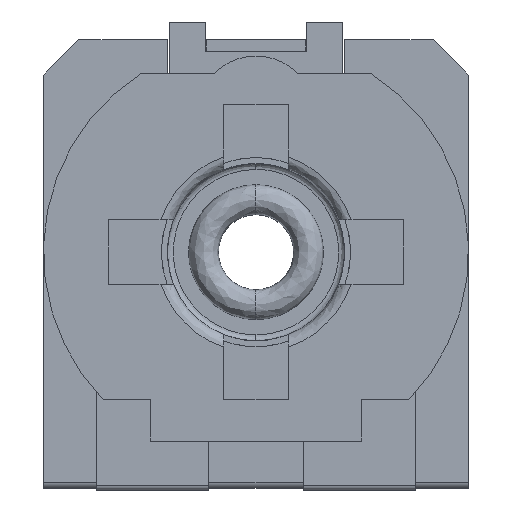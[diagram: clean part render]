
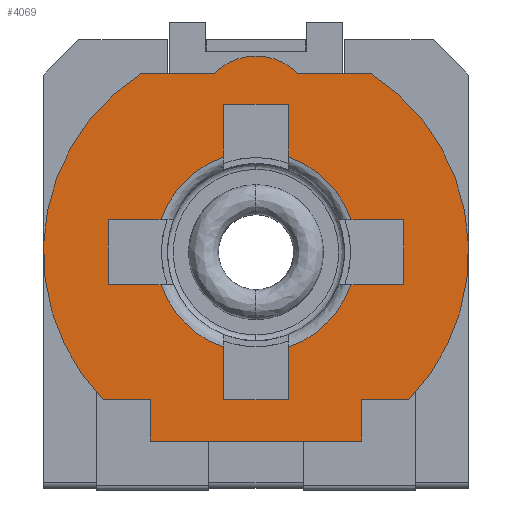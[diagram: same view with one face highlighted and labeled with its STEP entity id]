
A CAD part, top view. The second image highlights one B-rep face of the part: STEP entity #4069.
In plain terms, the highlighted planar face has unit normal (0, 0, 1).
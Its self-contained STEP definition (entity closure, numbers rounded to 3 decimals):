
#573 = EDGE_CURVE('',#574,#576,#578,.T.);
#574 = VERTEX_POINT('',#575);
#575 = CARTESIAN_POINT('',(0.,1.691,1.153));
#576 = VERTEX_POINT('',#577);
#577 = CARTESIAN_POINT('',(-0.352,1.546,1.153));
#578 = CIRCLE('',#579,0.5);
#579 = AXIS2_PLACEMENT_3D('',#580,#581,#582);
#580 = CARTESIAN_POINT('',(0.,1.191,1.153));
#581 = DIRECTION('',(0.,0.,1.));
#582 = DIRECTION('',(0.,1.,0.));
#2847 = VERTEX_POINT('',#2848);
#2848 = CARTESIAN_POINT('',(0.275,-1.219,1.153));
#2856 = EDGE_CURVE('',#2857,#2847,#2859,.T.);
#2857 = VERTEX_POINT('',#2858);
#2858 = CARTESIAN_POINT('',(0.275,-0.773,1.153));
#2859 = LINE('',#2860,#2861);
#2860 = CARTESIAN_POINT('',(0.275,-0.943,1.153));
#2861 = VECTOR('',#2862,1.);
#2862 = DIRECTION('',(0.,-1.,0.));
#3006 = VERTEX_POINT('',#3007);
#3007 = CARTESIAN_POINT('',(0.804,-0.244,1.153));
#3026 = EDGE_CURVE('',#3027,#3006,#3029,.T.);
#3027 = VERTEX_POINT('',#3028);
#3028 = CARTESIAN_POINT('',(1.25,-0.244,1.153));
#3029 = LINE('',#3030,#3031);
#3030 = CARTESIAN_POINT('',(0.974,-0.244,1.153));
#3031 = VECTOR('',#3032,1.);
#3032 = DIRECTION('',(-1.,0.,0.));
#3082 = VERTEX_POINT('',#3083);
#3083 = CARTESIAN_POINT('',(1.25,0.306,1.153));
#3091 = EDGE_CURVE('',#3092,#3082,#3094,.T.);
#3092 = VERTEX_POINT('',#3093);
#3093 = CARTESIAN_POINT('',(0.804,0.306,1.153));
#3094 = LINE('',#3095,#3096);
#3095 = CARTESIAN_POINT('',(0.974,0.306,1.153));
#3096 = VECTOR('',#3097,1.);
#3097 = DIRECTION('',(1.,0.,0.));
#3234 = VERTEX_POINT('',#3235);
#3235 = CARTESIAN_POINT('',(0.275,0.836,1.153));
#3254 = EDGE_CURVE('',#3255,#3234,#3257,.T.);
#3255 = VERTEX_POINT('',#3256);
#3256 = CARTESIAN_POINT('',(0.275,1.281,1.153));
#3257 = LINE('',#3258,#3259);
#3258 = CARTESIAN_POINT('',(0.275,1.005,1.153));
#3259 = VECTOR('',#3260,1.);
#3260 = DIRECTION('',(0.,-1.,0.));
#3310 = VERTEX_POINT('',#3311);
#3311 = CARTESIAN_POINT('',(-0.275,1.281,1.153));
#3319 = EDGE_CURVE('',#3320,#3310,#3322,.T.);
#3320 = VERTEX_POINT('',#3321);
#3321 = CARTESIAN_POINT('',(-0.275,0.836,1.153));
#3322 = LINE('',#3323,#3324);
#3323 = CARTESIAN_POINT('',(-0.275,1.005,1.153));
#3324 = VECTOR('',#3325,1.);
#3325 = DIRECTION('',(0.,1.,0.));
#3446 = VERTEX_POINT('',#3447);
#3447 = CARTESIAN_POINT('',(-0.804,0.306,1.153));
#3466 = EDGE_CURVE('',#3467,#3446,#3469,.T.);
#3467 = VERTEX_POINT('',#3468);
#3468 = CARTESIAN_POINT('',(-1.25,0.306,1.153));
#3469 = LINE('',#3470,#3471);
#3470 = CARTESIAN_POINT('',(-0.974,0.306,1.153));
#3471 = VECTOR('',#3472,1.);
#3472 = DIRECTION('',(1.,0.,0.));
#3514 = VERTEX_POINT('',#3515);
#3515 = CARTESIAN_POINT('',(-1.25,-0.244,1.153));
#3523 = EDGE_CURVE('',#3524,#3514,#3526,.T.);
#3524 = VERTEX_POINT('',#3525);
#3525 = CARTESIAN_POINT('',(-0.804,-0.244,1.153));
#3526 = LINE('',#3527,#3528);
#3527 = CARTESIAN_POINT('',(-0.974,-0.244,1.153));
#3528 = VECTOR('',#3529,1.);
#3529 = DIRECTION('',(-1.,0.,0.));
#3650 = VERTEX_POINT('',#3651);
#3651 = CARTESIAN_POINT('',(-0.275,-0.773,1.153));
#3670 = EDGE_CURVE('',#3671,#3650,#3673,.T.);
#3671 = VERTEX_POINT('',#3672);
#3672 = CARTESIAN_POINT('',(-0.275,-1.219,1.153));
#3673 = LINE('',#3674,#3675);
#3674 = CARTESIAN_POINT('',(-0.275,-0.943,1.153));
#3675 = VECTOR('',#3676,1.);
#3676 = DIRECTION('',(0.,1.,0.));
#4057 = EDGE_CURVE('',#2847,#3671,#4058,.T.);
#4058 = LINE('',#4059,#4060);
#4059 = CARTESIAN_POINT('',(0.,-1.219,1.153));
#4060 = VECTOR('',#4061,1.);
#4061 = DIRECTION('',(-1.,0.,0.));
#4069 = ADVANCED_FACE('',(#4070,#4135),#4219,.T.);
#4070 = FACE_BOUND('',#4071,.T.);
#4071 = EDGE_LOOP('',(#4072,#4073,#4082,#4083,#4089,#4090,#4099,#4100,
    #4106,#4107,#4116,#4117,#4123,#4124,#4133,#4134));
#4072 = ORIENTED_EDGE('',*,*,#3670,.T.);
#4073 = ORIENTED_EDGE('',*,*,#4074,.T.);
#4074 = EDGE_CURVE('',#3650,#3524,#4075,.T.);
#4075 = B_SPLINE_CURVE_WITH_KNOTS('',3,(#4076,#4077,#4078,#4079,#4080,
    #4081),.UNSPECIFIED.,.F.,.F.,(4,2,4),(0.,0.5,1.),
  .UNSPECIFIED.);
#4076 = CARTESIAN_POINT('',(-0.275,-0.773,1.153));
#4077 = CARTESIAN_POINT('',(-0.399,-0.731,1.153));
#4078 = CARTESIAN_POINT('',(-0.508,-0.662,1.153));
#4079 = CARTESIAN_POINT('',(-0.694,-0.477,1.153));
#4080 = CARTESIAN_POINT('',(-0.761,-0.369,1.153));
#4081 = CARTESIAN_POINT('',(-0.804,-0.244,1.153));
#4082 = ORIENTED_EDGE('',*,*,#3523,.T.);
#4083 = ORIENTED_EDGE('',*,*,#4084,.T.);
#4084 = EDGE_CURVE('',#3514,#3467,#4085,.T.);
#4085 = LINE('',#4086,#4087);
#4086 = CARTESIAN_POINT('',(-1.25,-1.634,1.153));
#4087 = VECTOR('',#4088,1.);
#4088 = DIRECTION('',(0.,1.,0.));
#4089 = ORIENTED_EDGE('',*,*,#3466,.T.);
#4090 = ORIENTED_EDGE('',*,*,#4091,.T.);
#4091 = EDGE_CURVE('',#3446,#3320,#4092,.T.);
#4092 = B_SPLINE_CURVE_WITH_KNOTS('',3,(#4093,#4094,#4095,#4096,#4097,
    #4098),.UNSPECIFIED.,.F.,.F.,(4,2,4),(0.,0.5,1.),
  .UNSPECIFIED.);
#4093 = CARTESIAN_POINT('',(-0.804,0.306,1.153));
#4094 = CARTESIAN_POINT('',(-0.762,0.43,1.153));
#4095 = CARTESIAN_POINT('',(-0.693,0.54,1.153));
#4096 = CARTESIAN_POINT('',(-0.509,0.725,1.153));
#4097 = CARTESIAN_POINT('',(-0.4,0.793,1.153));
#4098 = CARTESIAN_POINT('',(-0.275,0.836,1.153));
#4099 = ORIENTED_EDGE('',*,*,#3319,.T.);
#4100 = ORIENTED_EDGE('',*,*,#4101,.T.);
#4101 = EDGE_CURVE('',#3310,#3255,#4102,.T.);
#4102 = LINE('',#4103,#4104);
#4103 = CARTESIAN_POINT('',(0.,1.281,1.153));
#4104 = VECTOR('',#4105,1.);
#4105 = DIRECTION('',(1.,0.,0.));
#4106 = ORIENTED_EDGE('',*,*,#3254,.T.);
#4107 = ORIENTED_EDGE('',*,*,#4108,.T.);
#4108 = EDGE_CURVE('',#3234,#3092,#4109,.T.);
#4109 = B_SPLINE_CURVE_WITH_KNOTS('',3,(#4110,#4111,#4112,#4113,#4114,
    #4115),.UNSPECIFIED.,.F.,.F.,(4,2,4),(0.,0.5,1.),
  .UNSPECIFIED.);
#4110 = CARTESIAN_POINT('',(0.275,0.836,1.153));
#4111 = CARTESIAN_POINT('',(0.399,0.793,1.153));
#4112 = CARTESIAN_POINT('',(0.508,0.725,1.153));
#4113 = CARTESIAN_POINT('',(0.694,0.54,1.153));
#4114 = CARTESIAN_POINT('',(0.761,0.431,1.153));
#4115 = CARTESIAN_POINT('',(0.804,0.306,1.153));
#4116 = ORIENTED_EDGE('',*,*,#3091,.T.);
#4117 = ORIENTED_EDGE('',*,*,#4118,.T.);
#4118 = EDGE_CURVE('',#3082,#3027,#4119,.T.);
#4119 = LINE('',#4120,#4121);
#4120 = CARTESIAN_POINT('',(1.25,-1.634,1.153));
#4121 = VECTOR('',#4122,1.);
#4122 = DIRECTION('',(0.,-1.,0.));
#4123 = ORIENTED_EDGE('',*,*,#3026,.T.);
#4124 = ORIENTED_EDGE('',*,*,#4125,.T.);
#4125 = EDGE_CURVE('',#3006,#2857,#4126,.T.);
#4126 = B_SPLINE_CURVE_WITH_KNOTS('',3,(#4127,#4128,#4129,#4130,#4131,
    #4132),.UNSPECIFIED.,.F.,.F.,(4,2,4),(0.,0.5,1.),
  .UNSPECIFIED.);
#4127 = CARTESIAN_POINT('',(0.804,-0.244,1.153));
#4128 = CARTESIAN_POINT('',(0.762,-0.367,1.153));
#4129 = CARTESIAN_POINT('',(0.693,-0.477,1.153));
#4130 = CARTESIAN_POINT('',(0.509,-0.662,1.153));
#4131 = CARTESIAN_POINT('',(0.4,-0.73,1.153));
#4132 = CARTESIAN_POINT('',(0.275,-0.773,1.153));
#4133 = ORIENTED_EDGE('',*,*,#2856,.T.);
#4134 = ORIENTED_EDGE('',*,*,#4057,.T.);
#4135 = FACE_BOUND('',#4136,.T.);
#4136 = EDGE_LOOP('',(#4137,#4147,#4156,#4164,#4171,#4172,#4180,#4189,
    #4197,#4205,#4213));
#4137 = ORIENTED_EDGE('',*,*,#4138,.T.);
#4138 = EDGE_CURVE('',#4139,#4141,#4143,.T.);
#4139 = VERTEX_POINT('',#4140);
#4140 = CARTESIAN_POINT('',(0.895,-1.219,1.153));
#4141 = VERTEX_POINT('',#4142);
#4142 = CARTESIAN_POINT('',(1.295,-1.219,1.153));
#4143 = LINE('',#4144,#4145);
#4144 = CARTESIAN_POINT('',(0.,-1.219,1.153));
#4145 = VECTOR('',#4146,1.);
#4146 = DIRECTION('',(1.,0.,0.));
#4147 = ORIENTED_EDGE('',*,*,#4148,.T.);
#4148 = EDGE_CURVE('',#4141,#4149,#4151,.T.);
#4149 = VERTEX_POINT('',#4150);
#4150 = CARTESIAN_POINT('',(0.972,1.546,1.153));
#4151 = CIRCLE('',#4152,1.8);
#4152 = AXIS2_PLACEMENT_3D('',#4153,#4154,#4155);
#4153 = CARTESIAN_POINT('',(0.,0.031,
    1.153));
#4154 = DIRECTION('',(0.,0.,1.));
#4155 = DIRECTION('',(0.,1.,0.));
#4156 = ORIENTED_EDGE('',*,*,#4157,.T.);
#4157 = EDGE_CURVE('',#4149,#4158,#4160,.T.);
#4158 = VERTEX_POINT('',#4159);
#4159 = CARTESIAN_POINT('',(0.352,1.546,1.153));
#4160 = LINE('',#4161,#4162);
#4161 = CARTESIAN_POINT('',(0.,1.546,1.153)
  );
#4162 = VECTOR('',#4163,1.);
#4163 = DIRECTION('',(-1.,0.,0.));
#4164 = ORIENTED_EDGE('',*,*,#4165,.T.);
#4165 = EDGE_CURVE('',#4158,#574,#4166,.T.);
#4166 = CIRCLE('',#4167,0.5);
#4167 = AXIS2_PLACEMENT_3D('',#4168,#4169,#4170);
#4168 = CARTESIAN_POINT('',(0.,1.191,1.153));
#4169 = DIRECTION('',(0.,0.,1.));
#4170 = DIRECTION('',(0.,1.,0.));
#4171 = ORIENTED_EDGE('',*,*,#573,.T.);
#4172 = ORIENTED_EDGE('',*,*,#4173,.T.);
#4173 = EDGE_CURVE('',#576,#4174,#4176,.T.);
#4174 = VERTEX_POINT('',#4175);
#4175 = CARTESIAN_POINT('',(-0.972,1.546,1.153));
#4176 = LINE('',#4177,#4178);
#4177 = CARTESIAN_POINT('',(0.,1.546,1.153)
  );
#4178 = VECTOR('',#4179,1.);
#4179 = DIRECTION('',(-1.,0.,0.));
#4180 = ORIENTED_EDGE('',*,*,#4181,.T.);
#4181 = EDGE_CURVE('',#4174,#4182,#4184,.T.);
#4182 = VERTEX_POINT('',#4183);
#4183 = CARTESIAN_POINT('',(-1.295,-1.219,1.153));
#4184 = CIRCLE('',#4185,1.8);
#4185 = AXIS2_PLACEMENT_3D('',#4186,#4187,#4188);
#4186 = CARTESIAN_POINT('',(0.,0.031,
    1.153));
#4187 = DIRECTION('',(0.,0.,1.));
#4188 = DIRECTION('',(0.,1.,0.));
#4189 = ORIENTED_EDGE('',*,*,#4190,.T.);
#4190 = EDGE_CURVE('',#4182,#4191,#4193,.T.);
#4191 = VERTEX_POINT('',#4192);
#4192 = CARTESIAN_POINT('',(-0.895,-1.219,1.153));
#4193 = LINE('',#4194,#4195);
#4194 = CARTESIAN_POINT('',(0.,-1.219,1.153));
#4195 = VECTOR('',#4196,1.);
#4196 = DIRECTION('',(1.,0.,0.));
#4197 = ORIENTED_EDGE('',*,*,#4198,.T.);
#4198 = EDGE_CURVE('',#4191,#4199,#4201,.T.);
#4199 = VERTEX_POINT('',#4200);
#4200 = CARTESIAN_POINT('',(-0.895,-1.569,1.153));
#4201 = LINE('',#4202,#4203);
#4202 = CARTESIAN_POINT('',(-0.895,-1.634,1.153));
#4203 = VECTOR('',#4204,1.);
#4204 = DIRECTION('',(0.,-1.,0.));
#4205 = ORIENTED_EDGE('',*,*,#4206,.T.);
#4206 = EDGE_CURVE('',#4199,#4207,#4209,.T.);
#4207 = VERTEX_POINT('',#4208);
#4208 = CARTESIAN_POINT('',(0.895,-1.569,1.153));
#4209 = LINE('',#4210,#4211);
#4210 = CARTESIAN_POINT('',(0.,-1.569,1.153));
#4211 = VECTOR('',#4212,1.);
#4212 = DIRECTION('',(1.,0.,0.));
#4213 = ORIENTED_EDGE('',*,*,#4214,.T.);
#4214 = EDGE_CURVE('',#4207,#4139,#4215,.T.);
#4215 = LINE('',#4216,#4217);
#4216 = CARTESIAN_POINT('',(0.895,-1.634,1.153));
#4217 = VECTOR('',#4218,1.);
#4218 = DIRECTION('',(0.,1.,0.));
#4219 = PLANE('',#4220);
#4220 = AXIS2_PLACEMENT_3D('',#4221,#4222,#4223);
#4221 = CARTESIAN_POINT('',(0.,-1.634,1.153)
  );
#4222 = DIRECTION('',(0.,0.,1.));
#4223 = DIRECTION('',(0.,-1.,0.));
